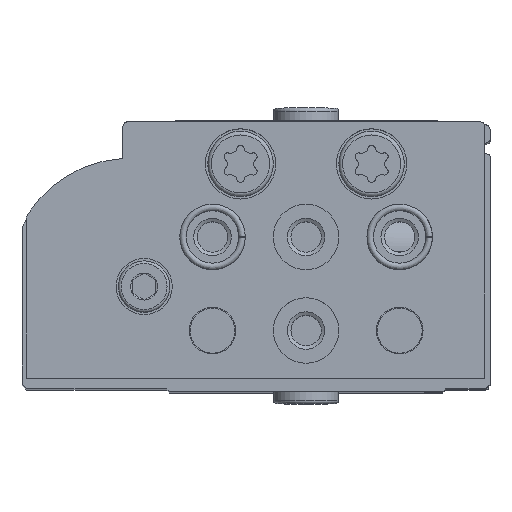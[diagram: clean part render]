
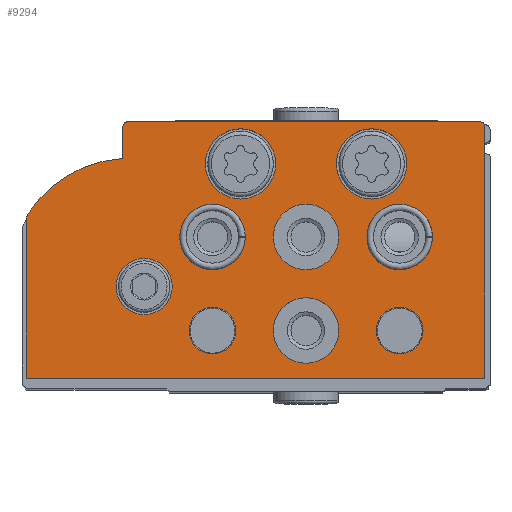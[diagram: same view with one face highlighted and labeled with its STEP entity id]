
A CAD part, top view. The second image highlights one B-rep face of the part: STEP entity #9294.
In plain terms, the highlighted face is planar.
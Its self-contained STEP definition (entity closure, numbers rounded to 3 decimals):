
#268=PLANE('',#10481);
#794=CIRCLE('',#10467,0.5);
#795=CIRCLE('',#10472,1.);
#796=CIRCLE('',#10474,13.);
#797=CIRCLE('',#10476,0.3);
#798=CIRCLE('',#10479,0.5);
#799=CIRCLE('',#10482,3.);
#800=CIRCLE('',#10483,3.75);
#801=CIRCLE('',#10484,3.75);
#802=CIRCLE('',#10485,3.5);
#803=CIRCLE('',#10486,3.5);
#804=CIRCLE('',#10487,3.5);
#805=CIRCLE('',#10488,3.5);
#806=CIRCLE('',#10489,2.5);
#807=CIRCLE('',#10490,2.5);
#1481=LINE('',#15953,#2129);
#1483=LINE('',#15957,#2131);
#1485=LINE('',#15961,#2133);
#1490=LINE('',#15977,#2138);
#1493=LINE('',#15985,#2141);
#2129=VECTOR('',#12901,1000.);
#2131=VECTOR('',#12905,1000.);
#2133=VECTOR('',#12909,1000.);
#2138=VECTOR('',#12928,1000.);
#2141=VECTOR('',#12937,1000.);
#4039=ORIENTED_EDGE('',*,*,#5746,.T.);
#4040=ORIENTED_EDGE('',*,*,#5747,.T.);
#4041=ORIENTED_EDGE('',*,*,#5748,.T.);
#4042=ORIENTED_EDGE('',*,*,#5749,.T.);
#4043=ORIENTED_EDGE('',*,*,#5750,.T.);
#4044=ORIENTED_EDGE('',*,*,#5751,.T.);
#4045=ORIENTED_EDGE('',*,*,#5752,.T.);
#4046=ORIENTED_EDGE('',*,*,#5753,.T.);
#4047=ORIENTED_EDGE('',*,*,#5754,.T.);
#4048=ORIENTED_EDGE('',*,*,#5725,.F.);
#4049=ORIENTED_EDGE('',*,*,#5744,.F.);
#4050=ORIENTED_EDGE('',*,*,#5742,.F.);
#4051=ORIENTED_EDGE('',*,*,#5740,.F.);
#4052=ORIENTED_EDGE('',*,*,#5738,.T.);
#4053=ORIENTED_EDGE('',*,*,#5736,.F.);
#4054=ORIENTED_EDGE('',*,*,#5734,.F.);
#4055=ORIENTED_EDGE('',*,*,#5732,.F.);
#4056=ORIENTED_EDGE('',*,*,#5730,.F.);
#4057=ORIENTED_EDGE('',*,*,#5728,.F.);
#5725=EDGE_CURVE('',#6761,#6762,#794,.T.);
#5728=EDGE_CURVE('',#6762,#6763,#1481,.T.);
#5730=EDGE_CURVE('',#6763,#6764,#1483,.T.);
#5732=EDGE_CURVE('',#6764,#6765,#1485,.T.);
#5734=EDGE_CURVE('',#6765,#6766,#795,.T.);
#5736=EDGE_CURVE('',#6766,#6767,#796,.T.);
#5738=EDGE_CURVE('',#6768,#6767,#797,.T.);
#5740=EDGE_CURVE('',#6768,#6769,#1490,.T.);
#5742=EDGE_CURVE('',#6769,#6770,#798,.T.);
#5744=EDGE_CURVE('',#6770,#6761,#1493,.T.);
#5746=EDGE_CURVE('',#6771,#6771,#799,.T.);
#5747=EDGE_CURVE('',#6772,#6772,#800,.T.);
#5748=EDGE_CURVE('',#6773,#6773,#801,.T.);
#5749=EDGE_CURVE('',#6774,#6774,#802,.T.);
#5750=EDGE_CURVE('',#6775,#6775,#803,.T.);
#5751=EDGE_CURVE('',#6776,#6776,#804,.T.);
#5752=EDGE_CURVE('',#6777,#6777,#805,.T.);
#5753=EDGE_CURVE('',#6778,#6778,#806,.T.);
#5754=EDGE_CURVE('',#6779,#6779,#807,.T.);
#6761=VERTEX_POINT('',#15948);
#6762=VERTEX_POINT('',#15949);
#6763=VERTEX_POINT('',#15954);
#6764=VERTEX_POINT('',#15958);
#6765=VERTEX_POINT('',#15962);
#6766=VERTEX_POINT('',#15966);
#6767=VERTEX_POINT('',#15970);
#6768=VERTEX_POINT('',#15974);
#6769=VERTEX_POINT('',#15978);
#6770=VERTEX_POINT('',#15982);
#6771=VERTEX_POINT('',#15989);
#6772=VERTEX_POINT('',#15991);
#6773=VERTEX_POINT('',#15993);
#6774=VERTEX_POINT('',#15995);
#6775=VERTEX_POINT('',#15997);
#6776=VERTEX_POINT('',#15999);
#6777=VERTEX_POINT('',#16001);
#6778=VERTEX_POINT('',#16003);
#6779=VERTEX_POINT('',#16005);
#7528=EDGE_LOOP('',(#4039));
#7529=EDGE_LOOP('',(#4040));
#7530=EDGE_LOOP('',(#4041));
#7531=EDGE_LOOP('',(#4042));
#7532=EDGE_LOOP('',(#4043));
#7533=EDGE_LOOP('',(#4044));
#7534=EDGE_LOOP('',(#4045));
#7535=EDGE_LOOP('',(#4046));
#7536=EDGE_LOOP('',(#4047));
#7537=EDGE_LOOP('',(#4048,#4049,#4050,#4051,#4052,#4053,#4054,#4055,#4056,
#4057));
#8360=FACE_BOUND('',#7528,.T.);
#8361=FACE_BOUND('',#7529,.T.);
#8362=FACE_BOUND('',#7530,.T.);
#8363=FACE_BOUND('',#7531,.T.);
#8364=FACE_BOUND('',#7532,.T.);
#8365=FACE_BOUND('',#7533,.T.);
#8366=FACE_BOUND('',#7534,.T.);
#8367=FACE_BOUND('',#7535,.T.);
#8368=FACE_BOUND('',#7536,.T.);
#8369=FACE_BOUND('',#7537,.T.);
#9294=ADVANCED_FACE('',(#8360,#8361,#8362,#8363,#8364,#8365,#8366,#8367,
#8368,#8369),#268,.F.);
#10467=AXIS2_PLACEMENT_3D('',#15947,#12895,#12896);
#10472=AXIS2_PLACEMENT_3D('',#15965,#12913,#12914);
#10474=AXIS2_PLACEMENT_3D('',#15969,#12918,#12919);
#10476=AXIS2_PLACEMENT_3D('',#15973,#12923,#12924);
#10479=AXIS2_PLACEMENT_3D('',#15981,#12932,#12933);
#10481=AXIS2_PLACEMENT_3D('',#15987,#12939,#12940);
#10482=AXIS2_PLACEMENT_3D('',#15988,#12941,#12942);
#10483=AXIS2_PLACEMENT_3D('',#15990,#12943,#12944);
#10484=AXIS2_PLACEMENT_3D('',#15992,#12945,#12946);
#10485=AXIS2_PLACEMENT_3D('',#15994,#12947,#12948);
#10486=AXIS2_PLACEMENT_3D('',#15996,#12949,#12950);
#10487=AXIS2_PLACEMENT_3D('',#15998,#12951,#12952);
#10488=AXIS2_PLACEMENT_3D('',#16000,#12953,#12954);
#10489=AXIS2_PLACEMENT_3D('',#16002,#12955,#12956);
#10490=AXIS2_PLACEMENT_3D('',#16004,#12957,#12958);
#12895=DIRECTION('',(0.,0.,1.));
#12896=DIRECTION('',(1.,0.,0.));
#12901=DIRECTION('',(0.,-1.,0.));
#12905=DIRECTION('',(1.,0.,0.));
#12909=DIRECTION('',(0.,1.,0.));
#12913=DIRECTION('',(0.,0.,1.));
#12914=DIRECTION('',(1.,0.,0.));
#12918=DIRECTION('',(0.,0.,1.));
#12919=DIRECTION('',(1.,0.,0.));
#12923=DIRECTION('',(0.,0.,1.));
#12924=DIRECTION('',(1.,0.,0.));
#12928=DIRECTION('',(0.,1.,0.));
#12932=DIRECTION('',(0.,0.,1.));
#12933=DIRECTION('',(1.,0.,0.));
#12937=DIRECTION('',(-1.,0.,0.));
#12939=DIRECTION('',(0.,0.,1.));
#12940=DIRECTION('',(1.,0.,0.));
#12941=DIRECTION('',(0.,0.,1.));
#12942=DIRECTION('',(1.,0.,0.));
#12943=DIRECTION('',(0.,0.,1.));
#12944=DIRECTION('',(1.,0.,0.));
#12945=DIRECTION('',(0.,0.,1.));
#12946=DIRECTION('',(1.,0.,0.));
#12947=DIRECTION('',(0.,0.,1.));
#12948=DIRECTION('',(1.,0.,0.));
#12949=DIRECTION('',(0.,0.,1.));
#12950=DIRECTION('',(1.,0.,0.));
#12951=DIRECTION('',(0.,0.,1.));
#12952=DIRECTION('',(1.,0.,0.));
#12953=DIRECTION('',(0.,0.,1.));
#12954=DIRECTION('',(1.,0.,0.));
#12955=DIRECTION('',(0.,0.,1.));
#12956=DIRECTION('',(1.,0.,0.));
#12957=DIRECTION('',(0.,0.,1.));
#12958=DIRECTION('',(1.,0.,0.));
#15947=CARTESIAN_POINT('',(0.5,26.9,0.));
#15948=CARTESIAN_POINT('',(0.5,27.4,0.));
#15949=CARTESIAN_POINT('',(0.,26.9,0.));
#15953=CARTESIAN_POINT('',(0.,26.9,0.));
#15954=CARTESIAN_POINT('',(0.,0.,0.));
#15957=CARTESIAN_POINT('',(0.,0.,0.));
#15958=CARTESIAN_POINT('',(49.,0.,0.));
#15961=CARTESIAN_POINT('',(49.,0.,0.));
#15962=CARTESIAN_POINT('',(49.,16.98,0.));
#15965=CARTESIAN_POINT('',(48.,16.98,0.));
#15966=CARTESIAN_POINT('',(48.842,17.52,0.));
#15969=CARTESIAN_POINT('',(37.9,10.5,0.));
#15970=CARTESIAN_POINT('',(38.936,23.459,0.));
#15973=CARTESIAN_POINT('',(38.96,23.758,0.));
#15974=CARTESIAN_POINT('',(38.66,23.758,0.));
#15977=CARTESIAN_POINT('',(38.66,23.758,0.));
#15978=CARTESIAN_POINT('',(38.66,26.9,0.));
#15981=CARTESIAN_POINT('',(38.16,26.9,0.));
#15982=CARTESIAN_POINT('',(38.16,27.4,0.));
#15985=CARTESIAN_POINT('',(38.16,27.4,0.));
#15987=CARTESIAN_POINT('',(0.5,26.9,0.));
#15988=CARTESIAN_POINT('',(36.4,9.8,0.));
#15989=CARTESIAN_POINT('',(39.4,9.8,0.));
#15990=CARTESIAN_POINT('',(26.1,22.9,0.));
#15991=CARTESIAN_POINT('',(29.85,22.9,0.));
#15992=CARTESIAN_POINT('',(12.1,22.9,0.));
#15993=CARTESIAN_POINT('',(15.85,22.9,0.));
#15994=CARTESIAN_POINT('',(29.1,15.1,0.));
#15995=CARTESIAN_POINT('',(32.6,15.1,0.));
#15996=CARTESIAN_POINT('',(19.1,15.1,0.));
#15997=CARTESIAN_POINT('',(22.6,15.1,0.));
#15998=CARTESIAN_POINT('',(9.1,15.1,0.));
#15999=CARTESIAN_POINT('',(12.6,15.1,0.));
#16000=CARTESIAN_POINT('',(19.1,5.1,0.));
#16001=CARTESIAN_POINT('',(22.6,5.1,0.));
#16002=CARTESIAN_POINT('',(29.1,5.1,0.));
#16003=CARTESIAN_POINT('',(31.6,5.1,0.));
#16004=CARTESIAN_POINT('',(9.1,5.1,0.));
#16005=CARTESIAN_POINT('',(11.6,5.1,0.));
